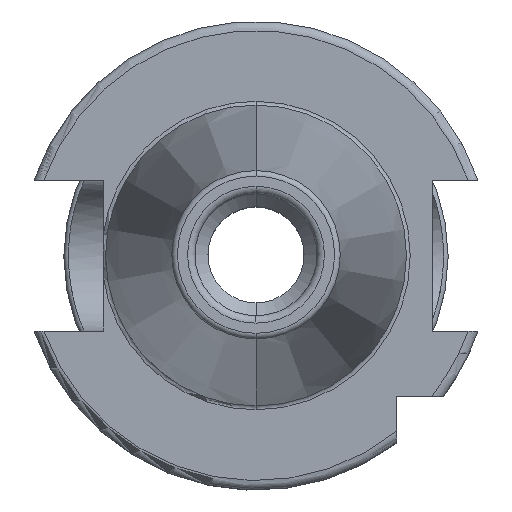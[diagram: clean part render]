
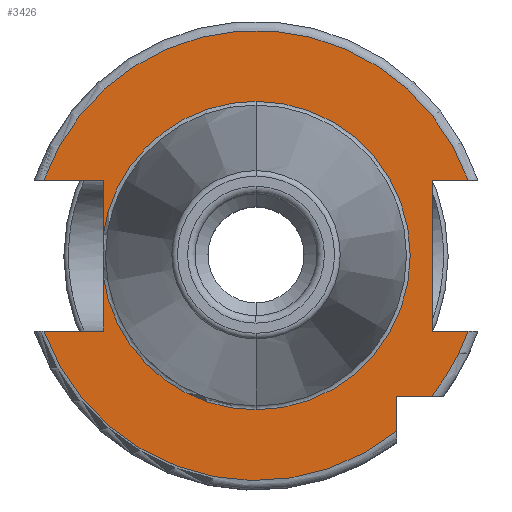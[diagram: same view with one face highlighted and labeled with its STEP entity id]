
A CAD part, top view. The second image highlights one B-rep face of the part: STEP entity #3426.
In plain terms, the highlighted planar face has unit normal (0, 0, 1).
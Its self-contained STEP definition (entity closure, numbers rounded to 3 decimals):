
#1062=CARTESIAN_POINT('',(0,0,15.9));
#1063=DIRECTION('',(0,0,1));
#1064=DIRECTION('',(0.942,0.335,0));
#1065=AXIS2_PLACEMENT_3D('',#1062,#1063,#1064);
#1113=CARTESIAN_POINT('',(0,0,15.9));
#1114=DIRECTION('',(0,0,1));
#1115=DIRECTION('',(-0.942,-0.335,0));
#1116=AXIS2_PLACEMENT_3D('',#1113,#1114,#1115);
#1129=DIRECTION('',(1,0,0));
#1130=VECTOR('',#1129,6.31);
#1131=CARTESIAN_POINT('',(-22.61,-8.05,15.9));
#1132=LINE('',#1131,#1130);
#1133=DIRECTION('',(0,1,0));
#1134=VECTOR('',#1133,5.834);
#1135=CARTESIAN_POINT('',(-16.3,-8.05,15.9));
#1136=LINE('',#1135,#1134);
#1137=DIRECTION('',(0,1,0));
#1138=VECTOR('',#1137,5.834);
#1139=CARTESIAN_POINT('',(-16.3,2.216,15.9));
#1140=LINE('',#1139,#1138);
#1141=DIRECTION('',(1,0,0));
#1142=VECTOR('',#1141,6.31);
#1143=CARTESIAN_POINT('',(-22.61,8.05,15.9));
#1144=LINE('',#1143,#1142);
#1145=DIRECTION('',(-1,0,0));
#1146=VECTOR('',#1145,3.81);
#1147=CARTESIAN_POINT('',(22.61,8.05,15.9));
#1148=LINE('',#1147,#1146);
#1149=DIRECTION('',(0,-1,0));
#1150=VECTOR('',#1149,16.1);
#1151=CARTESIAN_POINT('',(18.8,8.05,15.9));
#1152=LINE('',#1151,#1150);
#1153=DIRECTION('',(-1,0,0));
#1154=VECTOR('',#1153,3.81);
#1155=CARTESIAN_POINT('',(22.61,-8.05,15.9));
#1156=LINE('',#1155,#1154);
#1157=CARTESIAN_POINT('',(0,0,15.9));
#1158=DIRECTION('',(0,0,1));
#1159=DIRECTION('',(0.781,-0.625,0));
#1160=AXIS2_PLACEMENT_3D('',#1157,#1158,#1159);
#1162=DIRECTION('',(-1,0,0));
#1163=VECTOR('',#1162,3.735);
#1164=CARTESIAN_POINT('',(18.735,-15,15.9));
#1165=LINE('',#1164,#1163);
#1166=DIRECTION('',(0,1,0));
#1167=VECTOR('',#1166,3.735);
#1168=CARTESIAN_POINT('',(15,-18.735,15.9));
#1169=LINE('',#1168,#1167);
#1186=CARTESIAN_POINT('',(0,0,15.9));
#1187=DIRECTION('',(0,0,1));
#1188=DIRECTION('',(0,1,0));
#1189=AXIS2_PLACEMENT_3D('',#1186,#1187,#1188);
#1201=CARTESIAN_POINT('',(0,0,15.9));
#1202=DIRECTION('',(0,0,1));
#1203=DIRECTION('',(-0.991,-0.135,0));
#1204=AXIS2_PLACEMENT_3D('',#1201,#1202,#1203);
#1206=CARTESIAN_POINT('',(0,0,15.9));
#1207=DIRECTION('',(0,0,-1));
#1208=DIRECTION('',(0,1,0));
#1209=AXIS2_PLACEMENT_3D('',#1206,#1207,#1208);
#1838=CARTESIAN_POINT('',(0,16.45,15.9));
#1840=VERTEX_POINT('',#1838);
#1860=CARTESIAN_POINT('',(0,-16.45,15.9));
#1862=VERTEX_POINT('',#1860);
#1956=CARTESIAN_POINT('',(-22.61,-8.05,15.9));
#1957=CARTESIAN_POINT('',(-16.3,-8.05,15.9));
#1958=VERTEX_POINT('',#1956);
#1959=VERTEX_POINT('',#1957);
#1960=CARTESIAN_POINT('',(-16.3,-2.216,15.9));
#1961=VERTEX_POINT('',#1960);
#1962=CARTESIAN_POINT('',(-16.3,2.216,15.9));
#1963=CARTESIAN_POINT('',(-16.3,8.05,15.9));
#1964=VERTEX_POINT('',#1962);
#1965=VERTEX_POINT('',#1963);
#1966=CARTESIAN_POINT('',(-22.61,8.05,15.9));
#1967=VERTEX_POINT('',#1966);
#1968=CARTESIAN_POINT('',(18.8,8.05,15.9));
#1969=CARTESIAN_POINT('',(18.8,-8.05,15.9));
#1970=VERTEX_POINT('',#1968);
#1971=VERTEX_POINT('',#1969);
#1972=CARTESIAN_POINT('',(22.61,-8.05,15.9));
#1973=VERTEX_POINT('',#1972);
#1974=CARTESIAN_POINT('',(22.61,8.05,15.9));
#1975=VERTEX_POINT('',#1974);
#1976=CARTESIAN_POINT('',(15,-18.735,15.9));
#1977=CARTESIAN_POINT('',(15,-15,15.9));
#1978=VERTEX_POINT('',#1976);
#1979=VERTEX_POINT('',#1977);
#1980=CARTESIAN_POINT('',(18.735,-15,15.9));
#1981=VERTEX_POINT('',#1980);
#3399=CARTESIAN_POINT('',(0,0,15.9));
#3400=DIRECTION('',(0,0,-1));
#3401=DIRECTION('',(0,-1,0));
#3402=AXIS2_PLACEMENT_3D('',#3399,#3400,#3401);
#3403=PLANE('',#3402);
#3404=ORIENTED_EDGE('',*,*,#2884,.T.);
#3406=ORIENTED_EDGE('',*,*,#3405,.T.);
#3408=ORIENTED_EDGE('',*,*,#3407,.T.);
#3410=ORIENTED_EDGE('',*,*,#3409,.F.);
#3412=ORIENTED_EDGE('',*,*,#3411,.T.);
#3414=ORIENTED_EDGE('',*,*,#3413,.T.);
#3415=ORIENTED_EDGE('',*,*,#2949,.F.);
#3416=ORIENTED_EDGE('',*,*,#3378,.F.);
#3417=ORIENTED_EDGE('',*,*,#2795,.T.);
#3418=ORIENTED_EDGE('',*,*,#2652,.T.);
#3419=ORIENTED_EDGE('',*,*,#3022,.F.);
#3420=ORIENTED_EDGE('',*,*,#3368,.F.);
#3421=ORIENTED_EDGE('',*,*,#3077,.T.);
#3422=ORIENTED_EDGE('',*,*,#3120,.F.);
#3423=ORIENTED_EDGE('',*,*,#3393,.F.);
#3424=EDGE_LOOP('',(#3404,#3406,#3408,#3410,#3412,#3414,#3415,#3416,#3417,#3418,
#3419,#3420,#3421,#3422,#3423));
#3425=FACE_OUTER_BOUND('',#3424,.F.);
#3426=ADVANCED_FACE('',(#3425),#3403,.F.);
#1066=CIRCLE('',#1065,24);
#1117=CIRCLE('',#1116,24);
#1161=CIRCLE('',#1160,24);
#1190=CIRCLE('',#1189,16.45);
#1205=CIRCLE('',#1204,16.45);
#1210=CIRCLE('',#1209,16.45);
#2652=EDGE_CURVE('',#1970,#1971,#1152,.T.);
#2795=EDGE_CURVE('',#1975,#1970,#1148,.T.);
#2884=EDGE_CURVE('',#1958,#1959,#1132,.T.);
#2949=EDGE_CURVE('',#1967,#1965,#1144,.T.);
#3022=EDGE_CURVE('',#1973,#1971,#1156,.T.);
#3077=EDGE_CURVE('',#1981,#1979,#1165,.T.);
#3120=EDGE_CURVE('',#1978,#1979,#1169,.T.);
#3368=EDGE_CURVE('',#1981,#1973,#1161,.T.);
#3378=EDGE_CURVE('',#1975,#1967,#1066,.T.);
#3393=EDGE_CURVE('',#1958,#1978,#1117,.T.);
#3405=EDGE_CURVE('',#1959,#1961,#1136,.T.);
#3407=EDGE_CURVE('',#1961,#1862,#1205,.T.);
#3409=EDGE_CURVE('',#1840,#1862,#1210,.T.);
#3411=EDGE_CURVE('',#1840,#1964,#1190,.T.);
#3413=EDGE_CURVE('',#1964,#1965,#1140,.T.);
